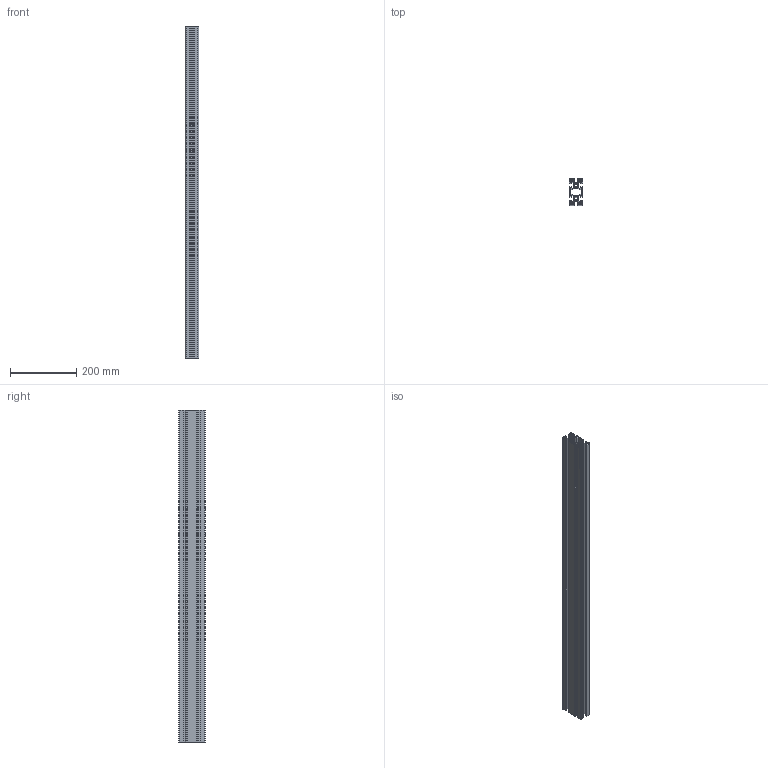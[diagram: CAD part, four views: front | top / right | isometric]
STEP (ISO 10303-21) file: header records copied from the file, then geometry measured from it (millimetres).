
FILE_DESCRIPTION (( 'STEP AP203' ), '1' );
FILE_NAME ('40 X 80 A SÝGMA PRF-2014.STEP', '2013-12-09T09:11:30', ( 'Kadir' ), ( '' ), 'SwSTEP 2.0', 'SolidWorks 2013', '' );
FILE_SCHEMA (( 'CONFIG_CONTROL_DESIGN' ));
Length unit declared in the file: millimetre
Products named in the file (1): 40 X 80 A SÝGMA PRF-2014
Bounding box: 40 x 80 x 1000 mm (x, y, z)
Volume: 1017447.6 mm3; surface area: 833771.2 mm2
Topology: 1 solids, 1 shells, 456 faces, 1362 edges, 908 vertices
Faces by surface type: plane 246, cylinder 210
Entity records: 15531 total; most frequent: CARTESIAN_POINT 2727, ORIENTED_EDGE 2724, DIRECTION 2696, EDGE_CURVE 1362, LINE 942, VECTOR 942, VERTEX_POINT 908, AXIS2_PLACEMENT_3D 877
